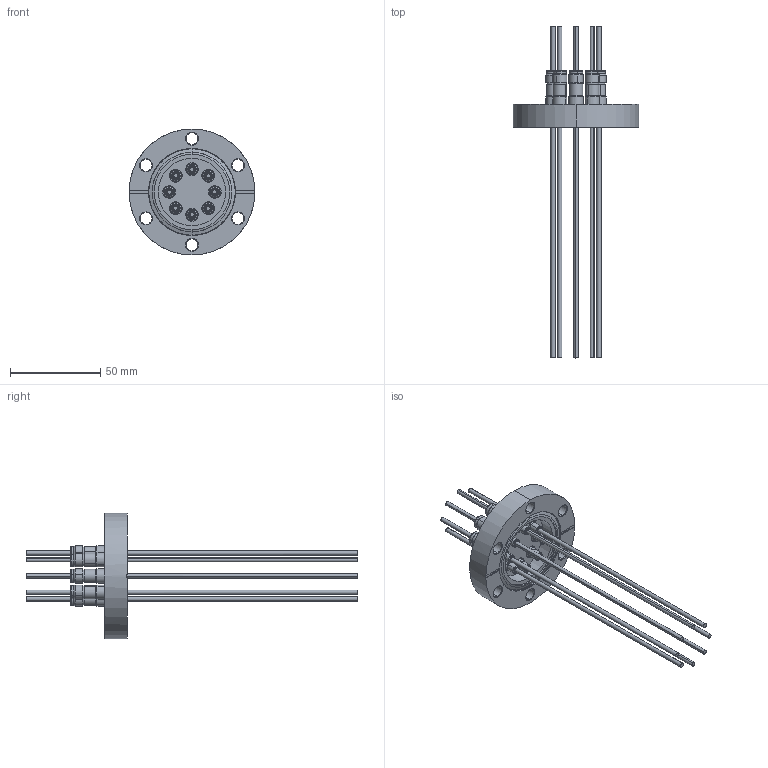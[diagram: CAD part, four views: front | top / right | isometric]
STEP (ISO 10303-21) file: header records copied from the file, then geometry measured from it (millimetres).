
FILE_DESCRIPTION (( 'STEP AP203' ), '1' );
FILE_NAME ('A0281-1-CF.STEP', '2013-05-28T12:32:10', ( '' ), ( '' ), 'SwSTEP 2.0', 'SolidWorks 2012', '' );
FILE_SCHEMA (( 'CONFIG_CONTROL_DESIGN' ));
Length unit declared in the file: inch
Products named in the file (1): A0281-1-CF
Bounding box: 69.85 x 184.15 x 69.85 mm (x, y, z)
Volume: 48325.6 mm3; surface area: 32625.7 mm2
Topology: 1 solids, 9 shells, 544 faces, 1172 edges, 712 vertices
Faces by surface type: cylinder 278, cone 110, plane 92, torus 64
Entity records: 15039 total; most frequent: DIRECTION 3030, CARTESIAN_POINT 2429, ORIENTED_EDGE 2344, AXIS2_PLACEMENT_3D 1313, EDGE_CURVE 1172, CIRCLE 768, VERTEX_POINT 712, EDGE_LOOP 638
